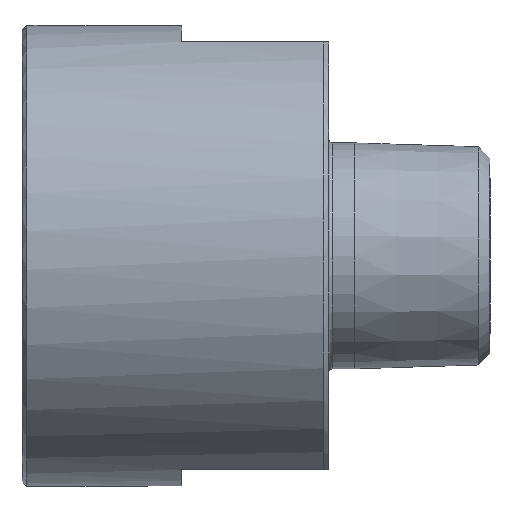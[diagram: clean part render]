
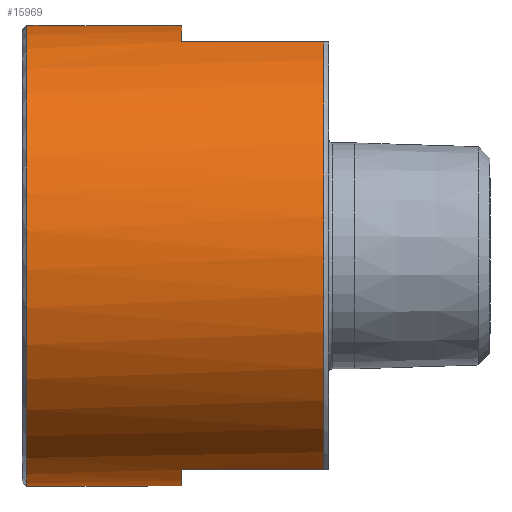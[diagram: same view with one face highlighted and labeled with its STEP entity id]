
A CAD part, front view. The second image highlights one B-rep face of the part: STEP entity #15969.
In plain terms, the highlighted cylindrical face has radius 17.25 mm (diameter 34.5 mm), a full revolution.
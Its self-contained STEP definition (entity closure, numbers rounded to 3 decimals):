
#17 = AXIS2_PLACEMENT_3D ( 'NONE', #479, #13066, #6351 ) ;
#333 = VERTEX_POINT ( 'NONE', #17695 ) ;
#348 = DIRECTION ( 'NONE',  ( 0., 0., 1. ) ) ;
#380 = EDGE_CURVE ( 'NONE', #882, #12123, #8084, .T. ) ;
#470 = FACE_OUTER_BOUND ( 'NONE', #4341, .T. ) ;
#479 = CARTESIAN_POINT ( 'NONE',  ( 11.93, 0., 0. ) ) ;
#681 = VERTEX_POINT ( 'NONE', #6174 ) ;
#882 = VERTEX_POINT ( 'NONE', #3426 ) ;
#927 = DIRECTION ( 'NONE',  ( 0., 0., -1. ) ) ;
#1061 = VECTOR ( 'NONE', #16860, 1000. ) ;
#1229 = CARTESIAN_POINT ( 'NONE',  ( 0., 6.447, -16. ) ) ;
#1396 = EDGE_CURVE ( 'NONE', #18134, #333, #15391, .T. ) ;
#1537 = EDGE_CURVE ( 'NONE', #14325, #882, #12971, .T. ) ;
#1653 = EDGE_CURVE ( 'NONE', #2301, #13369, #10548, .T. ) ;
#1753 = CYLINDRICAL_SURFACE ( 'NONE', #5155, 17.25 ) ;
#2248 = EDGE_CURVE ( 'NONE', #681, #681, #5563, .T. ) ;
#2301 = VERTEX_POINT ( 'NONE', #12455 ) ;
#3294 = ORIENTED_EDGE ( 'NONE', *, *, #1537, .T. ) ;
#3426 = CARTESIAN_POINT ( 'NONE',  ( 11.93, -6.447, 16. ) ) ;
#4341 = EDGE_LOOP ( 'NONE', ( #11225, #10556, #4464, #4702, #14518, #15437, #3294, #16291 ) ) ;
#4460 = DIRECTION ( 'NONE',  ( -1., 0., 0. ) ) ;
#4464 = ORIENTED_EDGE ( 'NONE', *, *, #1396, .T. ) ;
#4651 = DIRECTION ( 'NONE',  ( -1., 0., 0. ) ) ;
#4702 = ORIENTED_EDGE ( 'NONE', *, *, #7962, .T. ) ;
#5054 = DIRECTION ( 'NONE',  ( -1., 0., 0. ) ) ;
#5155 = AXIS2_PLACEMENT_3D ( 'NONE', #8683, #5866, #14545 ) ;
#5498 = CARTESIAN_POINT ( 'NONE',  ( 0., 6.447, 16. ) ) ;
#5563 = CIRCLE ( 'NONE', #7672, 17.25 ) ;
#5770 = FACE_OUTER_BOUND ( 'NONE', #17529, .T. ) ;
#5866 = DIRECTION ( 'NONE',  ( -1., 0., 0. ) ) ;
#6174 = CARTESIAN_POINT ( 'NONE',  ( 0.35, 0., -17.25 ) ) ;
#6351 = DIRECTION ( 'NONE',  ( 0., 0., -1. ) ) ;
#6639 = VERTEX_POINT ( 'NONE', #16239 ) ;
#6659 = DIRECTION ( 'NONE',  ( 0., 0., 1. ) ) ;
#7171 = AXIS2_PLACEMENT_3D ( 'NONE', #7534, #9025, #348 ) ;
#7534 = CARTESIAN_POINT ( 'NONE',  ( 22.58, 0., 0. ) ) ;
#7672 = AXIS2_PLACEMENT_3D ( 'NONE', #14872, #10331, #17467 ) ;
#7962 = EDGE_CURVE ( 'NONE', #333, #13369, #18236, .T. ) ;
#8084 = CIRCLE ( 'NONE', #17, 17.25 ) ;
#8234 = VECTOR ( 'NONE', #4651, 1000. ) ;
#8631 = CARTESIAN_POINT ( 'NONE',  ( 22.58, 6.447, -16. ) ) ;
#8683 = CARTESIAN_POINT ( 'NONE',  ( 0., 0., 0. ) ) ;
#9025 = DIRECTION ( 'NONE',  ( -1., 0., 0. ) ) ;
#9166 = CARTESIAN_POINT ( 'NONE',  ( 22.58, 0., 0. ) ) ;
#9623 = LINE ( 'NONE', #5498, #12310 ) ;
#9929 = ORIENTED_EDGE ( 'NONE', *, *, #2248, .T. ) ;
#10331 = DIRECTION ( 'NONE',  ( 1., 0., 0. ) ) ;
#10517 = CARTESIAN_POINT ( 'NONE',  ( 11.93, 6.447, 16. ) ) ;
#10548 = LINE ( 'NONE', #13146, #8234 ) ;
#10556 = ORIENTED_EDGE ( 'NONE', *, *, #13970, .T. ) ;
#11225 = ORIENTED_EDGE ( 'NONE', *, *, #15784, .F. ) ;
#11664 = CARTESIAN_POINT ( 'NONE',  ( 0., -6.447, 16. ) ) ;
#11827 = VECTOR ( 'NONE', #4460, 1000. ) ;
#12123 = VERTEX_POINT ( 'NONE', #10517 ) ;
#12172 = CARTESIAN_POINT ( 'NONE',  ( 22.58, -6.447, 16. ) ) ;
#12310 = VECTOR ( 'NONE', #13802, 1000. ) ;
#12455 = CARTESIAN_POINT ( 'NONE',  ( 22.58, -6.447, -16. ) ) ;
#12620 = AXIS2_PLACEMENT_3D ( 'NONE', #13680, #15081, #927 ) ;
#12838 = CIRCLE ( 'NONE', #7171, 17.25 ) ;
#12971 = LINE ( 'NONE', #11664, #11827 ) ;
#13066 = DIRECTION ( 'NONE',  ( -1., 0., 0. ) ) ;
#13146 = CARTESIAN_POINT ( 'NONE',  ( 0., -6.447, -16. ) ) ;
#13369 = VERTEX_POINT ( 'NONE', #17850 ) ;
#13680 = CARTESIAN_POINT ( 'NONE',  ( 11.93, 0., 0. ) ) ;
#13802 = DIRECTION ( 'NONE',  ( -1., 0., 0. ) ) ;
#13970 = EDGE_CURVE ( 'NONE', #6639, #18134, #12838, .T. ) ;
#14325 = VERTEX_POINT ( 'NONE', #12172 ) ;
#14518 = ORIENTED_EDGE ( 'NONE', *, *, #1653, .F. ) ;
#14545 = DIRECTION ( 'NONE',  ( 0., 0., 1. ) ) ;
#14872 = CARTESIAN_POINT ( 'NONE',  ( 0.35, 0., 0. ) ) ;
#15081 = DIRECTION ( 'NONE',  ( -1., 0., 0. ) ) ;
#15259 = CIRCLE ( 'NONE', #15837, 17.25 ) ;
#15335 = EDGE_CURVE ( 'NONE', #2301, #14325, #15259, .T. ) ;
#15391 = LINE ( 'NONE', #1229, #1061 ) ;
#15437 = ORIENTED_EDGE ( 'NONE', *, *, #15335, .T. ) ;
#15784 = EDGE_CURVE ( 'NONE', #6639, #12123, #9623, .T. ) ;
#15837 = AXIS2_PLACEMENT_3D ( 'NONE', #9166, #5054, #6659 ) ;
#15969 = ADVANCED_FACE ( 'NONE', ( #5770, #470 ), #1753, .T. ) ;
#16239 = CARTESIAN_POINT ( 'NONE',  ( 22.58, 6.447, 16. ) ) ;
#16291 = ORIENTED_EDGE ( 'NONE', *, *, #380, .T. ) ;
#16860 = DIRECTION ( 'NONE',  ( -1., 0., 0. ) ) ;
#17467 = DIRECTION ( 'NONE',  ( 0., 0., -1. ) ) ;
#17529 = EDGE_LOOP ( 'NONE', ( #9929 ) ) ;
#17695 = CARTESIAN_POINT ( 'NONE',  ( 11.93, 6.447, -16. ) ) ;
#17850 = CARTESIAN_POINT ( 'NONE',  ( 11.93, -6.447, -16. ) ) ;
#18134 = VERTEX_POINT ( 'NONE', #8631 ) ;
#18236 = CIRCLE ( 'NONE', #12620, 17.25 ) ;
